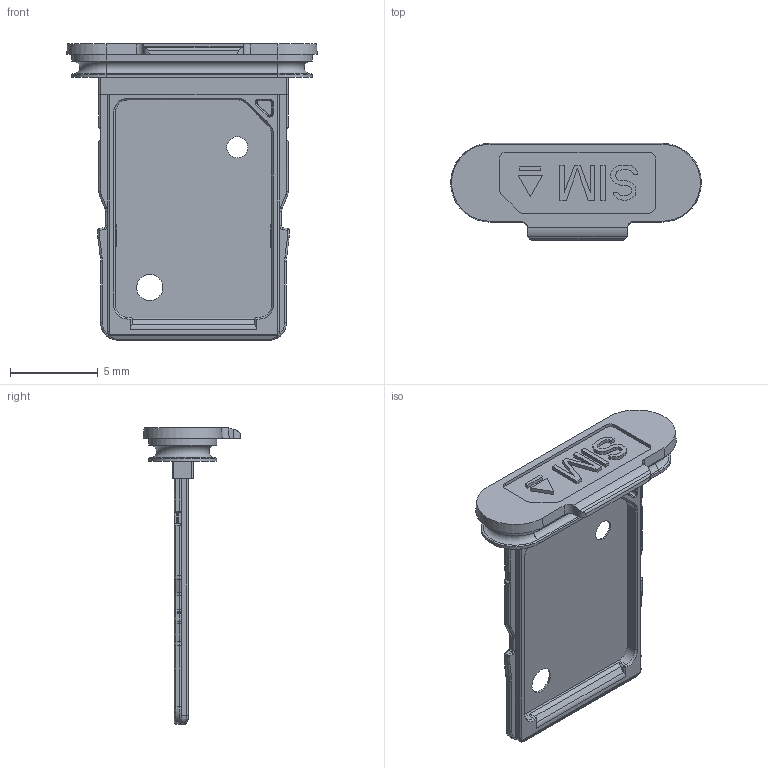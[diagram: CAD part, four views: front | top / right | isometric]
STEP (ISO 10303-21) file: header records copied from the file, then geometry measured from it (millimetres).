
FILE_DESCRIPTION (( 'STEP AP203' ), '1' );
FILE_NAME ('縐迖郪璃FS.STEP', '2022-05-16T01:57:01', ( 'Admin' ), ( 'Microsoft' ), 'SwSTEP 2.0', 'SolidWorks 2018', '' );
FILE_SCHEMA (( 'CONFIG_CONTROL_DESIGN' ));
Length unit declared in the file: millimetre
Products named in the file (4): NS004 卡托钢片_裁切后; 卡托卡身塑胶_普通规格; FS縐簽; 縐迖郪璃FS
Assembly tree (3 placements, depth 2):
  縐迖郪璃FS
    NS004 卡托钢片_裁切后
    卡托卡身塑胶_普通规格
    FS縐簽
Bounding box: 14.3 x 5.56 x 16.9 mm (x, y, z)
Volume: 140.7 mm3; surface area: 728.6 mm2
Topology: 3 solids, 3 shells, 648 faces, 1707 edges, 1054 vertices
Faces by surface type: plane 368, cylinder 221, torus 32, cone 19, bspline 6, sphere 2
Entity records: 20722 total; most frequent: CARTESIAN_POINT 4180, ORIENTED_EDGE 3410, DIRECTION 3389, EDGE_CURVE 1705, LINE 1147, VECTOR 1147, AXIS2_PLACEMENT_3D 1121, VERTEX_POINT 1054
